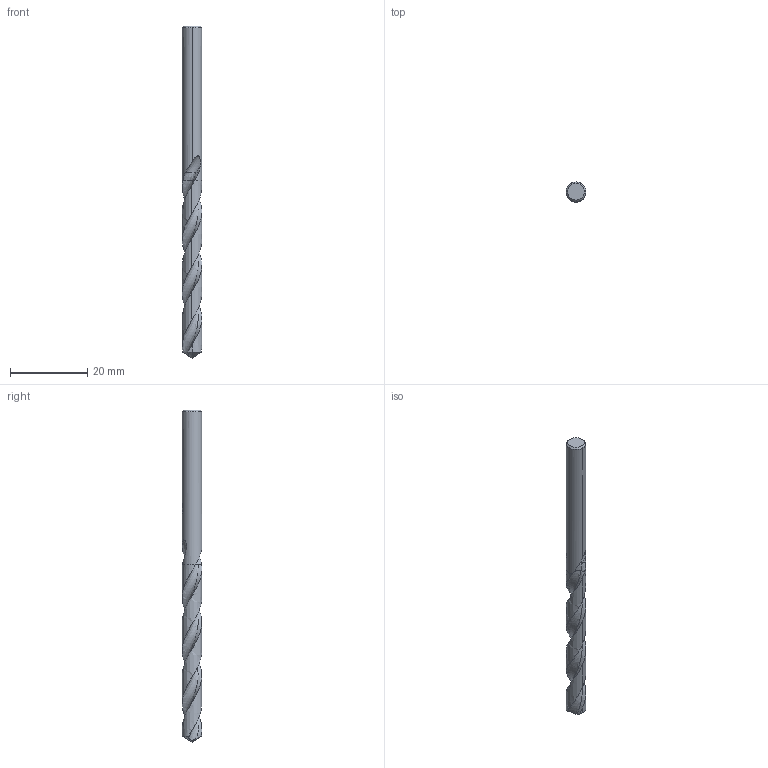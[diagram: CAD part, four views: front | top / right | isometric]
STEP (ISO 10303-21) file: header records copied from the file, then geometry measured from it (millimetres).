
FILE_DESCRIPTION(('no description'),'unknown implementation level');
FILE_NAME('solid1eyEkSho2oSahKxaztzGhFqhs5M_1.STP',' ',('CIMSOURCE GmbH'),('CADClick - KiM GmbH - www.kimweb.de'),'unknown preprocess','ACIS','unknown authorization');
FILE_SCHEMA(('automotive_design'));
Length unit declared in the file: millimetre
Products named in the file (2): 1; 2
Bounding box: 5.1 x 5.1 x 86 mm (x, y, z)
Volume: 1316 mm3; surface area: 1492.4 mm2
Topology: 2 solids, 2 shells, 48 faces, 129 edges, 83 vertices
Faces by surface type: cone 14, bspline 12, cylinder 10, plane 8, revolution 4
Entity records: 13271 total; most frequent: CARTESIAN_POINT 10739, STYLED_ITEM 260, PRESENTATION_STYLE_ASSIGNMENT 260, COLOUR_RGB 260, ORIENTED_EDGE 254, DIRECTION 161, EDGE_CURVE 127, CURVE_STYLE 127
